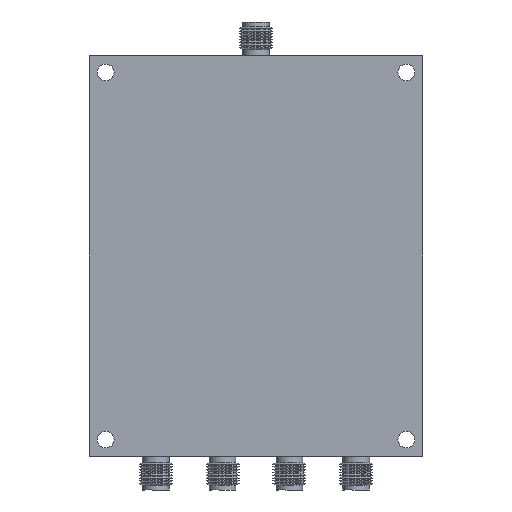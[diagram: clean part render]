
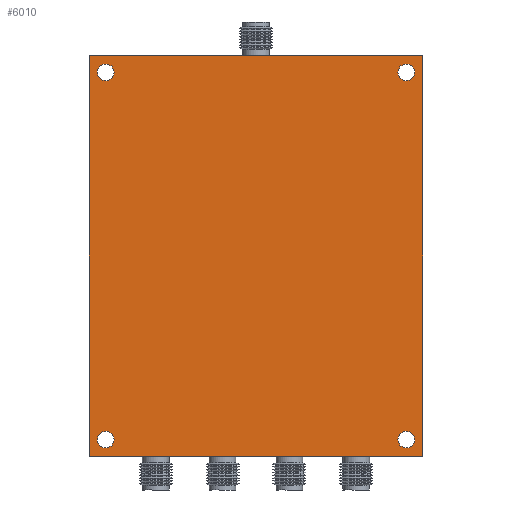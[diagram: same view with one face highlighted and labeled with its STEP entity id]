
A CAD part, front view. The second image highlights one B-rep face of the part: STEP entity #6010.
In plain terms, the highlighted planar face has unit normal (0, -1, 0).
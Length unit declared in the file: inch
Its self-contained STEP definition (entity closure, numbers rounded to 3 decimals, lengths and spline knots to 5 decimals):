
#47 = CARTESIAN_POINT ( 'NONE',  ( -2.38364, -0.20057, 4.61616 ) ) ;
#477 = DIRECTION ( 'NONE',  ( 0., 0., 1. ) ) ;
#781 = VERTEX_POINT ( 'NONE', #794 ) ;
#794 = CARTESIAN_POINT ( 'NONE',  ( -4.63364, -0.20057, 4.55366 ) ) ;
#1055 = CARTESIAN_POINT ( 'NONE',  ( -4.75864, -0.20057, 4.74116 ) ) ;
#1611 = CIRCLE ( 'NONE', #25550, 0.0625 ) ;
#2095 = CARTESIAN_POINT ( 'NONE',  ( -4.63364, -0.20057, 1.80366 ) ) ;
#2132 = DIRECTION ( 'NONE',  ( 0., 0., 1. ) ) ;
#2446 = ORIENTED_EDGE ( 'NONE', *, *, #17835, .T. ) ;
#2575 = DIRECTION ( 'NONE',  ( 0., 0., 1. ) ) ;
#2669 = EDGE_CURVE ( 'NONE', #15535, #14406, #28740, .T. ) ;
#2711 = CARTESIAN_POINT ( 'NONE',  ( -2.38364, -0.20057, 1.80366 ) ) ;
#3025 = EDGE_LOOP ( 'NONE', ( #9291, #9064 ) ) ;
#3349 = VERTEX_POINT ( 'NONE', #11068 ) ;
#3431 = CARTESIAN_POINT ( 'NONE',  ( -4.75864, -0.20057, 4.74116 ) ) ;
#3444 = DIRECTION ( 'NONE',  ( 0., 1., 0. ) ) ;
#3713 = CARTESIAN_POINT ( 'NONE',  ( -4.75864, -0.20057, 1.74116 ) ) ;
#5738 = DIRECTION ( 'NONE',  ( 0., 1., 0. ) ) ;
#5802 = CARTESIAN_POINT ( 'NONE',  ( -2.38364, -0.20057, 4.67866 ) ) ;
#6010 = ADVANCED_FACE ( 'NONE', ( #19697, #12644, #29121, #12853, #36005 ), #22906, .T. ) ;
#6158 = AXIS2_PLACEMENT_3D ( 'NONE', #29653, #22839, #35931 ) ;
#6243 = CIRCLE ( 'NONE', #11738, 0.0625 ) ;
#6472 = EDGE_CURVE ( 'NONE', #33029, #21051, #38267, .T. ) ;
#6608 = ORIENTED_EDGE ( 'NONE', *, *, #36124, .T. ) ;
#6664 = CARTESIAN_POINT ( 'NONE',  ( -4.75864, -0.20057, 1.74116 ) ) ;
#7949 = VERTEX_POINT ( 'NONE', #3713 ) ;
#8123 = EDGE_CURVE ( 'NONE', #7949, #10487, #13867, .T. ) ;
#8597 = CARTESIAN_POINT ( 'NONE',  ( -2.25864, -0.20057, 1.74116 ) ) ;
#9064 = ORIENTED_EDGE ( 'NONE', *, *, #18454, .T. ) ;
#9291 = ORIENTED_EDGE ( 'NONE', *, *, #2669, .T. ) ;
#9554 = AXIS2_PLACEMENT_3D ( 'NONE', #17390, #16973, #20180 ) ;
#9561 = ORIENTED_EDGE ( 'NONE', *, *, #42095, .F. ) ;
#10222 = DIRECTION ( 'NONE',  ( 0., 0., 1. ) ) ;
#10487 = VERTEX_POINT ( 'NONE', #17271 ) ;
#11068 = CARTESIAN_POINT ( 'NONE',  ( -2.38364, -0.20057, 4.55366 ) ) ;
#11738 = AXIS2_PLACEMENT_3D ( 'NONE', #30962, #38064, #18121 ) ;
#12644 = FACE_BOUND ( 'NONE', #21079, .T. ) ;
#12853 = FACE_BOUND ( 'NONE', #29465, .T. ) ;
#12948 = ORIENTED_EDGE ( 'NONE', *, *, #21482, .F. ) ;
#13164 = AXIS2_PLACEMENT_3D ( 'NONE', #47, #3444, #40300 ) ;
#13867 = LINE ( 'NONE', #1055, #15958 ) ;
#14406 = VERTEX_POINT ( 'NONE', #2095 ) ;
#15281 = VERTEX_POINT ( 'NONE', #8597 ) ;
#15535 = VERTEX_POINT ( 'NONE', #26745 ) ;
#15755 = CIRCLE ( 'NONE', #6158, 0.0625 ) ;
#15958 = VECTOR ( 'NONE', #10222, 39.37008 ) ;
#16116 = DIRECTION ( 'NONE',  ( -1., 0., 0. ) ) ;
#16475 = DIRECTION ( 'NONE',  ( 0., 0., -1. ) ) ;
#16866 = VECTOR ( 'NONE', #17016, 39.37008 ) ;
#16973 = DIRECTION ( 'NONE',  ( 0., 1., 0. ) ) ;
#17016 = DIRECTION ( 'NONE',  ( 1., 0., 0. ) ) ;
#17271 = CARTESIAN_POINT ( 'NONE',  ( -4.75864, -0.20057, 4.74116 ) ) ;
#17390 = CARTESIAN_POINT ( 'NONE',  ( -4.63364, -0.20057, 1.86616 ) ) ;
#17824 = DIRECTION ( 'NONE',  ( 0., 0., 1. ) ) ;
#17830 = CARTESIAN_POINT ( 'NONE',  ( -2.25864, -0.20057, 4.74116 ) ) ;
#17835 = EDGE_CURVE ( 'NONE', #3349, #18591, #22097, .T. ) ;
#18121 = DIRECTION ( 'NONE',  ( 0., 0., 1. ) ) ;
#18454 = EDGE_CURVE ( 'NONE', #14406, #15535, #27579, .T. ) ;
#18591 = VERTEX_POINT ( 'NONE', #5802 ) ;
#19697 = FACE_BOUND ( 'NONE', #3025, .T. ) ;
#19939 = LINE ( 'NONE', #6664, #28475 ) ;
#20180 = DIRECTION ( 'NONE',  ( 0., 0., 1. ) ) ;
#20474 = CARTESIAN_POINT ( 'NONE',  ( -2.38364, -0.20057, 1.92866 ) ) ;
#20750 = EDGE_LOOP ( 'NONE', ( #41415, #27398, #9561, #12948 ) ) ;
#21051 = VERTEX_POINT ( 'NONE', #20474 ) ;
#21079 = EDGE_LOOP ( 'NONE', ( #6608, #41687 ) ) ;
#21482 = EDGE_CURVE ( 'NONE', #10487, #38756, #26851, .T. ) ;
#21823 = CARTESIAN_POINT ( 'NONE',  ( -2.25864, -0.20057, 4.74116 ) ) ;
#22097 = CIRCLE ( 'NONE', #13164, 0.0625 ) ;
#22436 = CIRCLE ( 'NONE', #27897, 0.0625 ) ;
#22758 = DIRECTION ( 'NONE',  ( 0., 1., 0. ) ) ;
#22839 = DIRECTION ( 'NONE',  ( 0., 1., 0. ) ) ;
#22906 = PLANE ( 'NONE',  #26618 ) ;
#23119 = DIRECTION ( 'NONE',  ( 0., -1., 0. ) ) ;
#23880 = AXIS2_PLACEMENT_3D ( 'NONE', #35125, #5738, #2575 ) ;
#24296 = CARTESIAN_POINT ( 'NONE',  ( -4.75864, -0.20057, 4.74116 ) ) ;
#25311 = ORIENTED_EDGE ( 'NONE', *, *, #34551, .T. ) ;
#25550 = AXIS2_PLACEMENT_3D ( 'NONE', #29772, #22758, #477 ) ;
#25913 = ORIENTED_EDGE ( 'NONE', *, *, #32780, .T. ) ;
#26618 = AXIS2_PLACEMENT_3D ( 'NONE', #3431, #23119, #16475 ) ;
#26745 = CARTESIAN_POINT ( 'NONE',  ( -4.63364, -0.20057, 1.92866 ) ) ;
#26851 = LINE ( 'NONE', #24296, #16866 ) ;
#27398 = ORIENTED_EDGE ( 'NONE', *, *, #30982, .F. ) ;
#27579 = CIRCLE ( 'NONE', #28965, 0.0625 ) ;
#27663 = CARTESIAN_POINT ( 'NONE',  ( -4.63364, -0.20057, 1.86616 ) ) ;
#27897 = AXIS2_PLACEMENT_3D ( 'NONE', #38114, #40922, #2132 ) ;
#28090 = DIRECTION ( 'NONE',  ( 0., 1., 0. ) ) ;
#28475 = VECTOR ( 'NONE', #16116, 39.37008 ) ;
#28601 = VECTOR ( 'NONE', #30889, 39.37008 ) ;
#28740 = CIRCLE ( 'NONE', #9554, 0.0625 ) ;
#28965 = AXIS2_PLACEMENT_3D ( 'NONE', #27663, #28090, #17824 ) ;
#29121 = FACE_BOUND ( 'NONE', #33391, .T. ) ;
#29465 = EDGE_LOOP ( 'NONE', ( #25311, #41481 ) ) ;
#29653 = CARTESIAN_POINT ( 'NONE',  ( -2.38364, -0.20057, 1.86616 ) ) ;
#29772 = CARTESIAN_POINT ( 'NONE',  ( -4.63364, -0.20057, 4.61616 ) ) ;
#30889 = DIRECTION ( 'NONE',  ( 0., 0., -1. ) ) ;
#30962 = CARTESIAN_POINT ( 'NONE',  ( -4.63364, -0.20057, 4.61616 ) ) ;
#30982 = EDGE_CURVE ( 'NONE', #15281, #7949, #19939, .T. ) ;
#32780 = EDGE_CURVE ( 'NONE', #18591, #3349, #22436, .T. ) ;
#32867 = VERTEX_POINT ( 'NONE', #33530 ) ;
#33029 = VERTEX_POINT ( 'NONE', #2711 ) ;
#33391 = EDGE_LOOP ( 'NONE', ( #25913, #2446 ) ) ;
#33530 = CARTESIAN_POINT ( 'NONE',  ( -4.63364, -0.20057, 4.67866 ) ) ;
#34551 = EDGE_CURVE ( 'NONE', #21051, #33029, #15755, .T. ) ;
#35125 = CARTESIAN_POINT ( 'NONE',  ( -2.38364, -0.20057, 1.86616 ) ) ;
#35931 = DIRECTION ( 'NONE',  ( 0., 0., 1. ) ) ;
#36005 = FACE_OUTER_BOUND ( 'NONE', #20750, .T. ) ;
#36124 = EDGE_CURVE ( 'NONE', #32867, #781, #6243, .T. ) ;
#37075 = EDGE_CURVE ( 'NONE', #781, #32867, #1611, .T. ) ;
#38064 = DIRECTION ( 'NONE',  ( 0., 1., 0. ) ) ;
#38114 = CARTESIAN_POINT ( 'NONE',  ( -2.38364, -0.20057, 4.61616 ) ) ;
#38267 = CIRCLE ( 'NONE', #23880, 0.0625 ) ;
#38756 = VERTEX_POINT ( 'NONE', #21823 ) ;
#40300 = DIRECTION ( 'NONE',  ( 0., 0., 1. ) ) ;
#40922 = DIRECTION ( 'NONE',  ( 0., 1., 0. ) ) ;
#41415 = ORIENTED_EDGE ( 'NONE', *, *, #8123, .F. ) ;
#41446 = LINE ( 'NONE', #17830, #28601 ) ;
#41481 = ORIENTED_EDGE ( 'NONE', *, *, #6472, .T. ) ;
#41687 = ORIENTED_EDGE ( 'NONE', *, *, #37075, .T. ) ;
#42095 = EDGE_CURVE ( 'NONE', #38756, #15281, #41446, .T. ) ;
